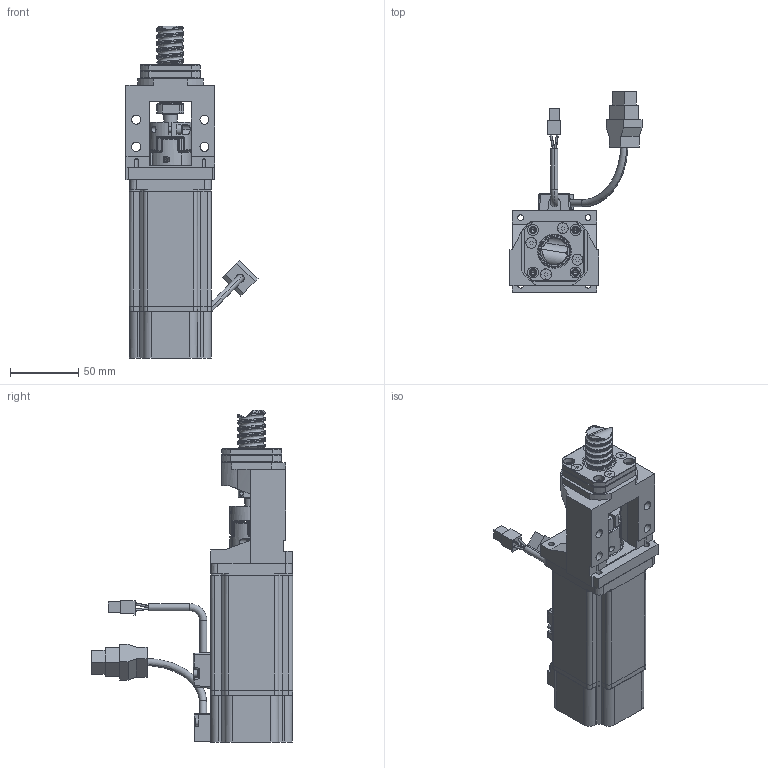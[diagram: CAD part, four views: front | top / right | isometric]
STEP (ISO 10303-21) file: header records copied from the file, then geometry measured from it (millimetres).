
FILE_DESCRIPTION(('HOOPS Exchange Step'),'2;1');
FILE_NAME('export-73D563F6-57FA-413D-910E-474588044C67.stp','2021-05-11T15:51:49+02:00',('Engineering'),('Alibre'),'HOOPS Exchange 2020.1','Alibre','Unknown authorisation');
FILE_SCHEMA( ('AP242_MANAGED_MODEL_BASED_3D_ENGINEERING_MIM_LF {1 0 10303 442 1 1 4 }') );
Length unit declared in the file: millimetre
Products named in the file (51): 5234 60x60 Servo Motor Bracket (MBA12-D) for FK12; ECMA-CX0604ES; FK12XA_2; FK12XA_2_2; FK12XA_3; FK12XA_4; FK12XA_5; FK12XA_6; FK12XA_7; FK12XA_8; FK12XA_9; FK12XA_10; FK12XA_11; FK12XA_12; FK12XA_13; FK12XA_14; FK12XA_15; FK12XA_16; FK12XA_17; FK12XA_18; FK12XA_19; FK12XA_20; FK12XA_21; FK12XA_22; FK12XA_23; FK12XA_24; FK12XA_25; FK12XA_26; FK12XA_27; FK12XA_28; FK12XA_29; FK12XA_30; FK12XA_31; FK12XA_32; FK12XA_33; FK12XA_34; FK12XA_35; FK12XA_36; FK12XA_37; FK12XA_38 ...
Assembly tree (50 placements, depth 3):
  8112 MBA12-D 60x60 servo demo assembly
    5234 60x60 Servo Motor Bracket (MBA12-D) for FK12
    ECMA-CX0604ES
    FK12XA
      FK12XA_2
      FK12XA_2_2
      FK12XA_3
      FK12XA_4
      FK12XA_5
      FK12XA_6
      FK12XA_7
      FK12XA_8
      FK12XA_9
      FK12XA_10
      FK12XA_11
      FK12XA_12
      FK12XA_13
      FK12XA_14
      FK12XA_15
      FK12XA_16
      FK12XA_17
      FK12XA_18
      FK12XA_19
      FK12XA_20
      FK12XA_21
      FK12XA_22
      FK12XA_23
      FK12XA_24
      FK12XA_25
      FK12XA_26
      FK12XA_27
      FK12XA_28
      FK12XA_29
      FK12XA_30
      FK12XA_31
      FK12XA_32
      FK12XA_33
      FK12XA_34
      FK12XA_35
      FK12XA_36
      FK12XA_37
      FK12XA_38
      FK12XA_39
    8112 BK-FK 12 Ballscrew End Machining Fixed side
    1489-1 HUB ShaftCoupler DCNC-D32-L32-B10.00mm
      1489 HUB ShaftCoupler DCNC-D32-L32-B10.00mm
      813 DIN 912 metric bolts M4x12
    1491-1 HUB ShaftCoupler DCNC-D32-L32-B14.00mm
      1491 HUB ShaftCoupler DCNC-D32-L32-B14.00mm
      813 DIN 912 metric bolts M4x12
    1332 SPIDER DCNC-D32-L32 (A-red) 98Sh A (high damping)
Bounding box: 96.74 x 147.37 x 243.25 mm (x, y, z)
Volume: 584323.6 mm3; surface area: 116964.5 mm2
Topology: 46 solids, 81 shells, 1945 faces, 4971 edges, 3066 vertices
Faces by surface type: cylinder 555, plane 495, torus 320, bspline 246, cone 213, sphere 116
Full cylindrical faces by diameter (mm): 3.15 x1, 9.9 x1, 10 x1, 12 x1, 20 x8
Entity records: 125623 total; most frequent: CARTESIAN_POINT 79361, ORIENTED_EDGE 9464, DIRECTION 9275, EDGE_CURVE 4827, AXIS2_PLACEMENT_3D 3831, VERTEX_POINT 3066, EDGE_LOOP 2121, FACE_BOUND 2121
